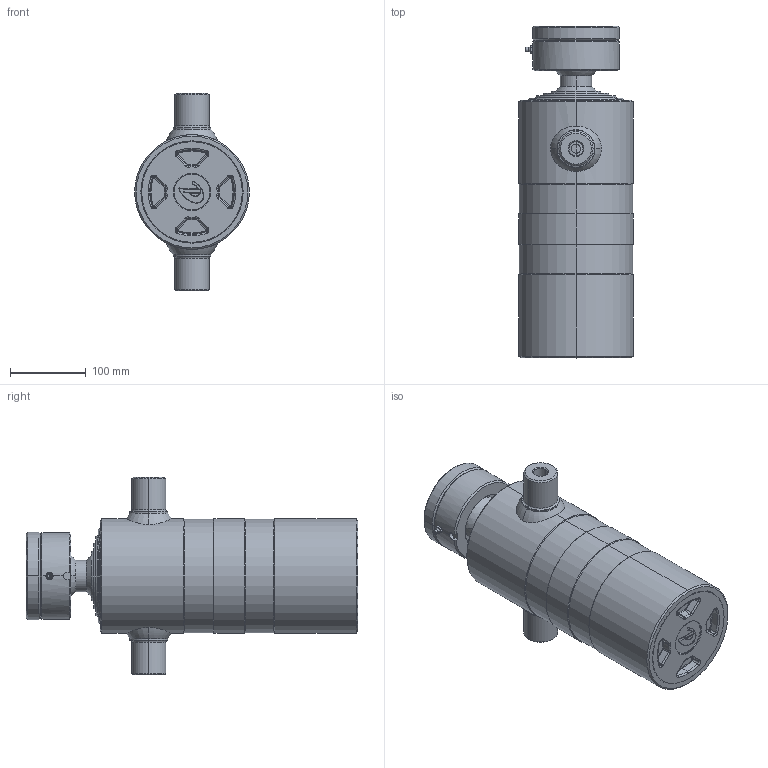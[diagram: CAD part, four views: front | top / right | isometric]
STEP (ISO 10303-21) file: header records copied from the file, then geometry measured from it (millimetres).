
FILE_DESCRIPTION (( 'STEP AP203' ), '1' );
FILE_NAME ('550.R.STEP', '2014-10-20T13:29:30', ( '' ), ( '' ), 'SwSTEP 2.0', 'SolidWorks 2013', '' );
FILE_SCHEMA (( 'CONFIG_CONTROL_DESIGN' ));
Length unit declared in the file: millimetre
Products named in the file (1): 550.R
Bounding box: 151.5 x 438 x 260.5 mm (x, y, z)
Surface area: 633757.2 mm2 (no closed solid volume)
Topology: 0 solids, 21 shells, 301 faces, 777 edges, 485 vertices
Faces by surface type: cylinder 84, cone 83, torus 77, plane 43, bspline 9, sphere 5
Entity records: 10815 total; most frequent: CARTESIAN_POINT 3388, DIRECTION 1738, ORIENTED_EDGE 1350, EDGE_CURVE 770, AXIS2_PLACEMENT_3D 742, VERTEX_POINT 481, CIRCLE 449, EDGE_LOOP 320
